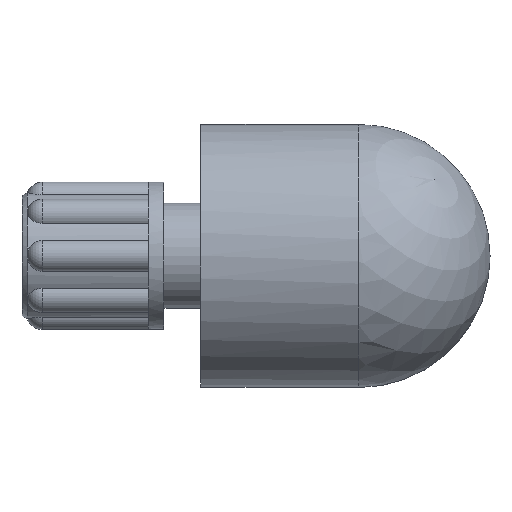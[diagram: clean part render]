
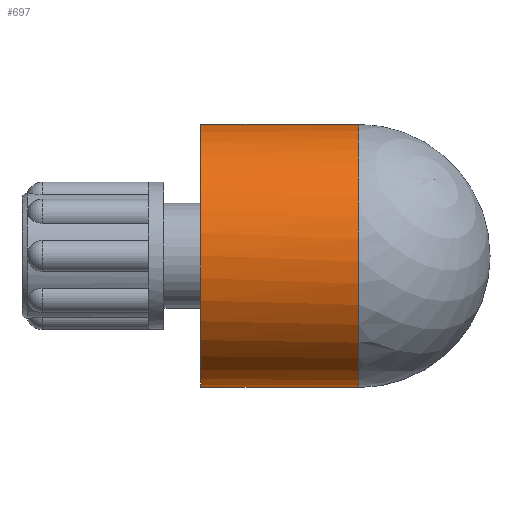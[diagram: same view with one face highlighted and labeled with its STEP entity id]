
A CAD part, top view. The second image highlights one B-rep face of the part: STEP entity #697.
In plain terms, the highlighted cylindrical face has radius 12.5 mm (diameter 25 mm), a full revolution.
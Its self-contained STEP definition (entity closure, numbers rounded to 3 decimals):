
#52=ELLIPSE('',#759,17.678,12.5);
#81=FACE_BOUND('',#157,.T.);
#101=FACE_OUTER_BOUND('',#156,.T.);
#156=EDGE_LOOP('',(#477,#478));
#157=EDGE_LOOP('',(#479));
#239=CIRCLE('',#754,12.5);
#240=CIRCLE('',#756,12.5);
#304=VERTEX_POINT('',#1166);
#305=VERTEX_POINT('',#1167);
#306=VERTEX_POINT('',#1171);
#372=EDGE_CURVE('',#305,#304,#239,.T.);
#373=EDGE_CURVE('',#306,#306,#240,.T.);
#375=EDGE_CURVE('',#304,#305,#52,.T.);
#477=ORIENTED_EDGE('',*,*,#375,.T.);
#478=ORIENTED_EDGE('',*,*,#372,.T.);
#479=ORIENTED_EDGE('',*,*,#373,.F.);
#669=CYLINDRICAL_SURFACE('',#758,12.5);
#697=ADVANCED_FACE('',(#101,#81),#669,.T.);
#754=AXIS2_PLACEMENT_3D('',#1169,#883,#884);
#756=AXIS2_PLACEMENT_3D('',#1172,#887,#888);
#758=AXIS2_PLACEMENT_3D('',#1175,#891,#892);
#759=AXIS2_PLACEMENT_3D('',#1176,#893,#894);
#883=DIRECTION('center_axis',(-1.,0.,0.));
#884=DIRECTION('ref_axis',(0.,-1.,0.));
#887=DIRECTION('center_axis',(-1.,0.,0.));
#888=DIRECTION('ref_axis',(0.,-1.,0.));
#891=DIRECTION('center_axis',(-1.,0.,0.));
#892=DIRECTION('ref_axis',(0.,-1.,0.));
#893=DIRECTION('center_axis',(-0.707,0.,0.707));
#894=DIRECTION('ref_axis',(-0.707,0.,-0.707));
#1166=CARTESIAN_POINT('',(0.,12.5,0.));
#1167=CARTESIAN_POINT('',(0.,-12.5,0.));
#1169=CARTESIAN_POINT('Origin',(0.,0.,0.));
#1171=CARTESIAN_POINT('',(-15.,12.5,0.));
#1172=CARTESIAN_POINT('Origin',(-15.,0.,0.));
#1175=CARTESIAN_POINT('Origin',(0.,0.,0.));
#1176=CARTESIAN_POINT('Origin',(0.,0.,0.));
